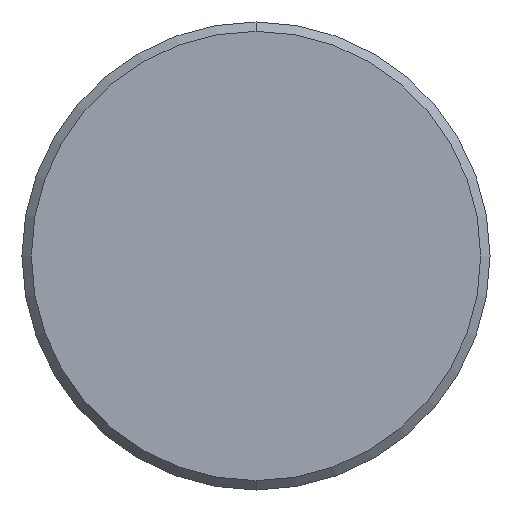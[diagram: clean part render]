
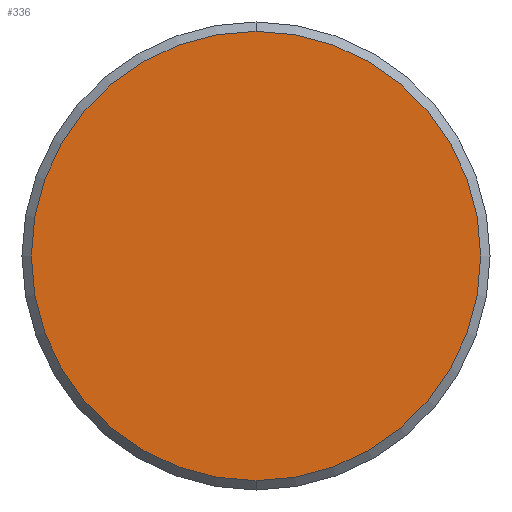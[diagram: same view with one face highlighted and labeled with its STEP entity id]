
A CAD part, front view. The second image highlights one B-rep face of the part: STEP entity #336.
In plain terms, the highlighted planar face has unit normal (0, -1, 0).
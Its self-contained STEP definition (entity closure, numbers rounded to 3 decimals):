
#11 = CARTESIAN_POINT ( 'NONE',  ( 0., 0., 0. ) ) ;
#18 = ORIENTED_EDGE ( 'NONE', *, *, #357, .T. ) ;
#28 = AXIS2_PLACEMENT_3D ( 'NONE', #11, #268, #402 ) ;
#70 = DIRECTION ( 'NONE',  ( 0., 0., 1. ) ) ;
#116 = CIRCLE ( 'NONE', #430, 12. ) ;
#133 = VERTEX_POINT ( 'NONE', #258 ) ;
#139 = EDGE_CURVE ( 'NONE', #133, #391, #378, .T. ) ;
#140 = DIRECTION ( 'NONE',  ( 0., 0., 1. ) ) ;
#144 = FACE_OUTER_BOUND ( 'NONE', #389, .T. ) ;
#217 = CARTESIAN_POINT ( 'NONE',  ( 0., 0., 0. ) ) ;
#258 = CARTESIAN_POINT ( 'NONE',  ( 0., 0., 12. ) ) ;
#268 = DIRECTION ( 'NONE',  ( 0., -1., 0. ) ) ;
#286 = DIRECTION ( 'NONE',  ( 0., -1., 0. ) ) ;
#289 = CARTESIAN_POINT ( 'NONE',  ( 0., 0., 0. ) ) ;
#326 = AXIS2_PLACEMENT_3D ( 'NONE', #217, #396, #70 ) ;
#336 = ADVANCED_FACE ( 'NONE', ( #144 ), #363, .F. ) ;
#357 = EDGE_CURVE ( 'NONE', #391, #133, #116, .T. ) ;
#363 = PLANE ( 'NONE',  #326 ) ;
#378 = CIRCLE ( 'NONE', #28, 12. ) ;
#389 = EDGE_LOOP ( 'NONE', ( #454, #18 ) ) ;
#391 = VERTEX_POINT ( 'NONE', #464 ) ;
#396 = DIRECTION ( 'NONE',  ( 0., 1., 0. ) ) ;
#402 = DIRECTION ( 'NONE',  ( 0., 0., 1. ) ) ;
#430 = AXIS2_PLACEMENT_3D ( 'NONE', #289, #286, #140 ) ;
#454 = ORIENTED_EDGE ( 'NONE', *, *, #139, .T. ) ;
#464 = CARTESIAN_POINT ( 'NONE',  ( 0., 0., -12. ) ) ;
